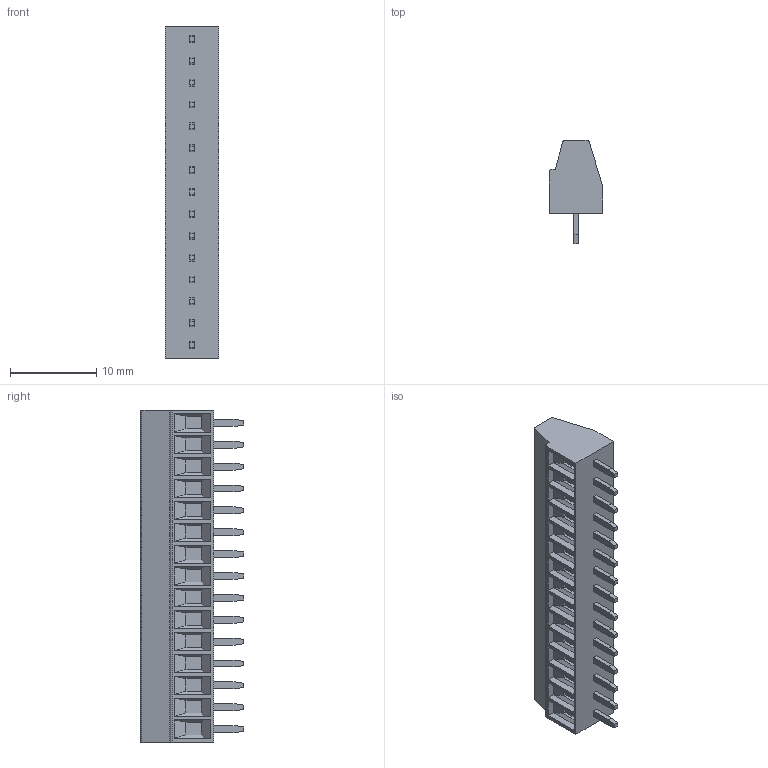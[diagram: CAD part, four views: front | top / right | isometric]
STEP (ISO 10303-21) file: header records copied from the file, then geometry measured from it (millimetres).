
FILE_DESCRIPTION((''),'2;1');
FILE_NAME('PRT0008','2024-08-24T10:15:14',('tluser'),(''),'CREO PARAMETRIC BY PTC INC, 2018100','CREO PARAMETRIC BY PTC INC, 2018100','');
FILE_SCHEMA(('AUTOMOTIVE_DESIGN { 1 0 10303 214 1 1 1 1 }'));
Length unit declared in the file: millimetre
Products named in the file (1): PRT0008
Bounding box: 6.2 x 12 x 38.56 mm (x, y, z)
Volume: 1539.7 mm3; surface area: 1569.4 mm2
Topology: 1 solids, 1 shells, 403 faces, 978 edges, 622 vertices
Faces by surface type: plane 369, cylinder 34
Entity records: 11654 total; most frequent: CARTESIAN_POINT 2014, ORIENTED_EDGE 1956, DIRECTION 1925, EDGE_CURVE 978, VECTOR 850, LINE 850, VERTEX_POINT 622, AXIS2_PLACEMENT_3D 536
